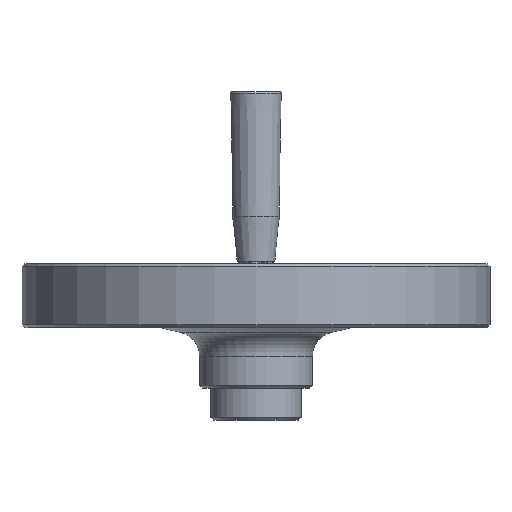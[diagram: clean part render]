
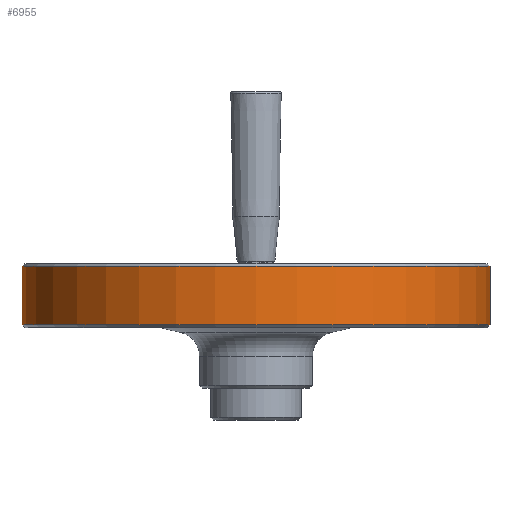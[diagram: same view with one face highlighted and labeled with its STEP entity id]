
A CAD part, front view. The second image highlights one B-rep face of the part: STEP entity #6955.
In plain terms, the highlighted cylindrical face has radius 124 mm (diameter 248 mm), a full revolution.
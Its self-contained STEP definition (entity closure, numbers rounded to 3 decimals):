
#2795=ORIENTED_EDGE('',*,*,#4141,.T.);
#2796=ORIENTED_EDGE('',*,*,#4144,.T.);
#4141=EDGE_CURVE('',#4887,#4887,#5331,.T.);
#4144=EDGE_CURVE('',#4890,#4890,#5334,.F.);
#4887=VERTEX_POINT('',#17268);
#4890=VERTEX_POINT('',#17276);
#5331=CIRCLE('',#10838,124.);
#5334=CIRCLE('',#10843,124.);
#5843=EDGE_LOOP('',(#2795));
#5844=EDGE_LOOP('',(#2796));
#6392=FACE_BOUND('',#5843,.T.);
#6393=FACE_BOUND('',#5844,.T.);
#6578=CYLINDRICAL_SURFACE('',#10842,124.);
#6955=ADVANCED_FACE('',(#6392,#6393),#6578,.T.);
#10838=AXIS2_PLACEMENT_3D('',#17267,#12592,#12593);
#10842=AXIS2_PLACEMENT_3D('',#17274,#12600,#12601);
#10843=AXIS2_PLACEMENT_3D('',#17275,#12602,#12603);
#12592=DIRECTION('',(0.,0.,1.));
#12593=DIRECTION('',(1.,0.,0.));
#12600=DIRECTION('',(0.,0.,-1.));
#12601=DIRECTION('',(-1.,0.,0.));
#12602=DIRECTION('',(0.,0.,1.));
#12603=DIRECTION('',(1.,0.,0.));
#17267=CARTESIAN_POINT('',(0.,0.,-15.5));
#17268=CARTESIAN_POINT('',(124.,0.,-15.5));
#17274=CARTESIAN_POINT('',(0.,0.,0.));
#17275=CARTESIAN_POINT('',(0.,0.,15.5));
#17276=CARTESIAN_POINT('',(124.,0.,15.5));
